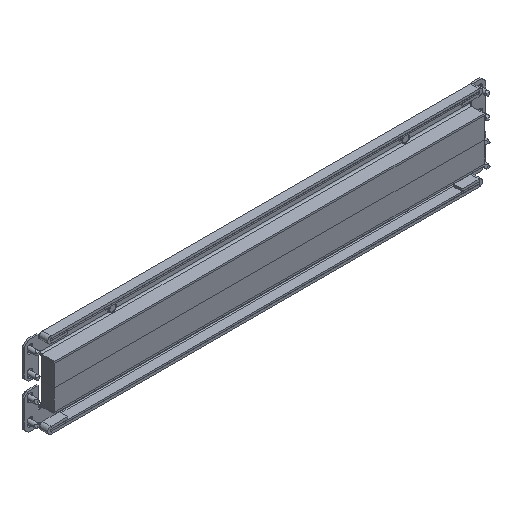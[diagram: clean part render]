
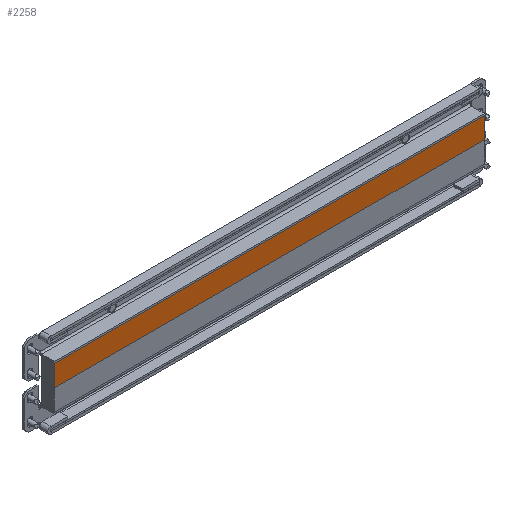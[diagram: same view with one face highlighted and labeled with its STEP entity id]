
A CAD part, isometric view. The second image highlights one B-rep face of the part: STEP entity #2258.
In plain terms, the highlighted face is planar.
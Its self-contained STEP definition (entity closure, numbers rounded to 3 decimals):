
#224 = DIRECTION ( 'NONE',  ( 0., -1., 0. ) ) ;
#391 = ORIENTED_EDGE ( 'NONE', *, *, #5566, .T. ) ;
#589 = ORIENTED_EDGE ( 'NONE', *, *, #2686, .T. ) ;
#599 = VERTEX_POINT ( 'NONE', #2801 ) ;
#688 = DIRECTION ( 'NONE',  ( -1., 0., 0. ) ) ;
#763 = VECTOR ( 'NONE', #1019, 1000. ) ;
#783 = DIRECTION ( 'NONE',  ( 0., -1., 0. ) ) ;
#1019 = DIRECTION ( 'NONE',  ( 0., -1., 0. ) ) ;
#1026 = LINE ( 'NONE', #1676, #1531 ) ;
#1120 = CARTESIAN_POINT ( 'NONE',  ( -7.5, 12.5, -255. ) ) ;
#1531 = VECTOR ( 'NONE', #783, 1000. ) ;
#1640 = DIRECTION ( 'NONE',  ( 0., 0., 1. ) ) ;
#1676 = CARTESIAN_POINT ( 'NONE',  ( -7.5, 12.5, -255. ) ) ;
#2047 = ORIENTED_EDGE ( 'NONE', *, *, #3954, .F. ) ;
#2054 = CARTESIAN_POINT ( 'NONE',  ( -7.5, 12.5, -255. ) ) ;
#2199 = EDGE_LOOP ( 'NONE', ( #2047, #4618, #391, #589 ) ) ;
#2258 = ADVANCED_FACE ( 'NONE', ( #3344 ), #3342, .T. ) ;
#2375 = DIRECTION ( 'NONE',  ( 0., 0., 1. ) ) ;
#2492 = LINE ( 'NONE', #3654, #763 ) ;
#2686 = EDGE_CURVE ( 'NONE', #3363, #3080, #2712, .T. ) ;
#2712 = LINE ( 'NONE', #4487, #5350 ) ;
#2801 = CARTESIAN_POINT ( 'NONE',  ( -7.5, 12.5, -255. ) ) ;
#3080 = VERTEX_POINT ( 'NONE', #5655 ) ;
#3154 = CARTESIAN_POINT ( 'NONE',  ( -7.5, -12.5, -255. ) ) ;
#3342 = PLANE ( 'NONE',  #3826 ) ;
#3344 = FACE_OUTER_BOUND ( 'NONE', #2199, .T. ) ;
#3363 = VERTEX_POINT ( 'NONE', #3154 ) ;
#3392 = VERTEX_POINT ( 'NONE', #5380 ) ;
#3535 = VECTOR ( 'NONE', #1640, 1000. ) ;
#3654 = CARTESIAN_POINT ( 'NONE',  ( -7.5, 12.5, 255. ) ) ;
#3826 = AXIS2_PLACEMENT_3D ( 'NONE', #1120, #688, #224 ) ;
#3954 = EDGE_CURVE ( 'NONE', #3392, #3080, #2492, .T. ) ;
#4127 = EDGE_CURVE ( 'NONE', #599, #3392, #4700, .T. ) ;
#4487 = CARTESIAN_POINT ( 'NONE',  ( -7.5, -12.5, -255. ) ) ;
#4618 = ORIENTED_EDGE ( 'NONE', *, *, #4127, .F. ) ;
#4700 = LINE ( 'NONE', #2054, #3535 ) ;
#5350 = VECTOR ( 'NONE', #2375, 1000. ) ;
#5380 = CARTESIAN_POINT ( 'NONE',  ( -7.5, 12.5, 255. ) ) ;
#5566 = EDGE_CURVE ( 'NONE', #599, #3363, #1026, .T. ) ;
#5655 = CARTESIAN_POINT ( 'NONE',  ( -7.5, -12.5, 255. ) ) ;
